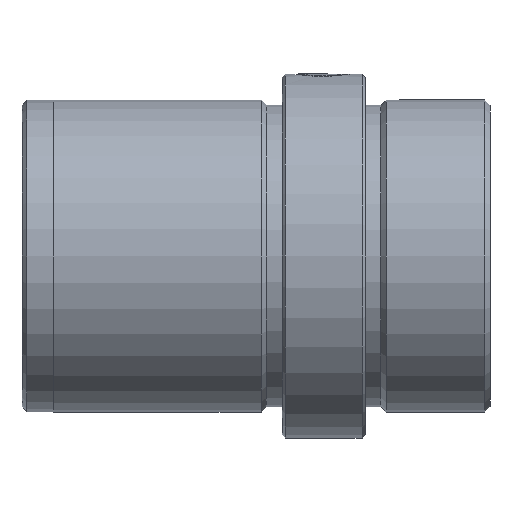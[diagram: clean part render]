
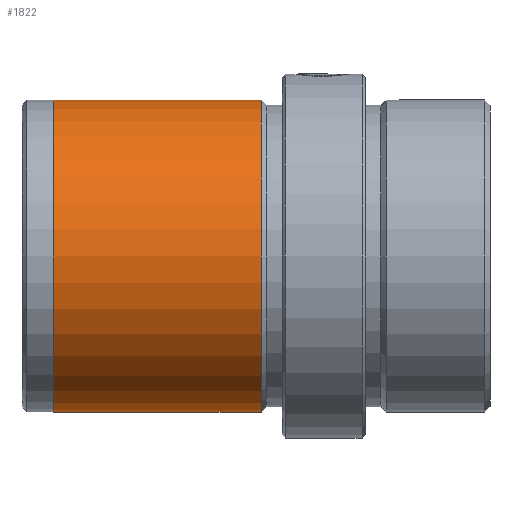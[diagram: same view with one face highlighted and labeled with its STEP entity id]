
A CAD part, left-side view. The second image highlights one B-rep face of the part: STEP entity #1822.
In plain terms, the highlighted cylindrical face has radius 15 mm (diameter 30 mm), a partial arc.
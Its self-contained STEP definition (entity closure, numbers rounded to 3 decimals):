
#204 = EDGE_CURVE ( 'NONE', #1245, #1037, #1966, .T. ) ;
#220 = EDGE_LOOP ( 'NONE', ( #1509, #826, #1500, #821 ) ) ;
#241 = VECTOR ( 'NONE', #1494, 1000. ) ;
#328 = DIRECTION ( 'NONE',  ( 0., -1., 0. ) ) ;
#379 = CARTESIAN_POINT ( 'NONE',  ( 0., 42., 15. ) ) ;
#424 = AXIS2_PLACEMENT_3D ( 'NONE', #1788, #1616, #484 ) ;
#484 = DIRECTION ( 'NONE',  ( 0., 0., -1. ) ) ;
#486 = CARTESIAN_POINT ( 'NONE',  ( 0., 0., 15. ) ) ;
#512 = CIRCLE ( 'NONE', #805, 15. ) ;
#555 = CARTESIAN_POINT ( 'NONE',  ( 0., 0., -15. ) ) ;
#611 = CYLINDRICAL_SURFACE ( 'NONE', #424, 15. ) ;
#619 = CARTESIAN_POINT ( 'NONE',  ( 0., 42., -15. ) ) ;
#668 = LINE ( 'NONE', #486, #2000 ) ;
#672 = DIRECTION ( 'NONE',  ( 0., -1., 0. ) ) ;
#805 = AXIS2_PLACEMENT_3D ( 'NONE', #1648, #672, #1814 ) ;
#821 = ORIENTED_EDGE ( 'NONE', *, *, #1836, .F. ) ;
#826 = ORIENTED_EDGE ( 'NONE', *, *, #961, .T. ) ;
#946 = VERTEX_POINT ( 'NONE', #988 ) ;
#961 = EDGE_CURVE ( 'NONE', #1392, #1245, #512, .T. ) ;
#988 = CARTESIAN_POINT ( 'NONE',  ( 0., 22., 15. ) ) ;
#1037 = VERTEX_POINT ( 'NONE', #1869 ) ;
#1043 = CIRCLE ( 'NONE', #1881, 15. ) ;
#1245 = VERTEX_POINT ( 'NONE', #619 ) ;
#1296 = CARTESIAN_POINT ( 'NONE',  ( 0., 22., 0. ) ) ;
#1330 = EDGE_CURVE ( 'NONE', #1392, #946, #668, .T. ) ;
#1333 = DIRECTION ( 'NONE',  ( 0., -1., 0. ) ) ;
#1392 = VERTEX_POINT ( 'NONE', #379 ) ;
#1469 = DIRECTION ( 'NONE',  ( 0., 0., -1. ) ) ;
#1494 = DIRECTION ( 'NONE',  ( 0., -1., 0. ) ) ;
#1500 = ORIENTED_EDGE ( 'NONE', *, *, #204, .T. ) ;
#1509 = ORIENTED_EDGE ( 'NONE', *, *, #1330, .F. ) ;
#1616 = DIRECTION ( 'NONE',  ( 0., -1., 0. ) ) ;
#1648 = CARTESIAN_POINT ( 'NONE',  ( 0., 42., 0. ) ) ;
#1788 = CARTESIAN_POINT ( 'NONE',  ( 0., 0., 0. ) ) ;
#1814 = DIRECTION ( 'NONE',  ( 0., 0., -1. ) ) ;
#1822 = ADVANCED_FACE ( 'NONE', ( #1907 ), #611, .T. ) ;
#1836 = EDGE_CURVE ( 'NONE', #946, #1037, #1043, .T. ) ;
#1869 = CARTESIAN_POINT ( 'NONE',  ( 0., 22., -15. ) ) ;
#1881 = AXIS2_PLACEMENT_3D ( 'NONE', #1296, #328, #1469 ) ;
#1907 = FACE_OUTER_BOUND ( 'NONE', #220, .T. ) ;
#1966 = LINE ( 'NONE', #555, #241 ) ;
#2000 = VECTOR ( 'NONE', #1333, 1000. ) ;
